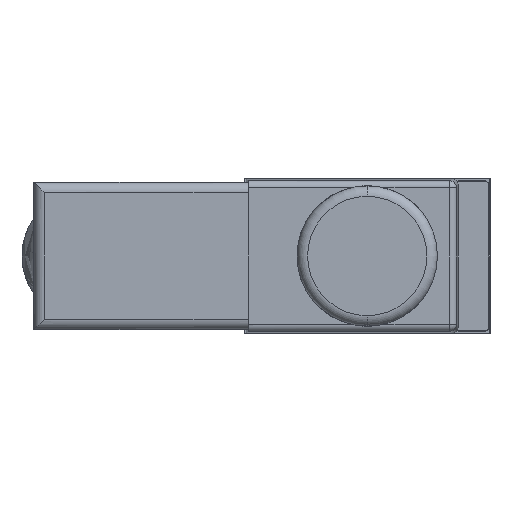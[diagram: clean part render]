
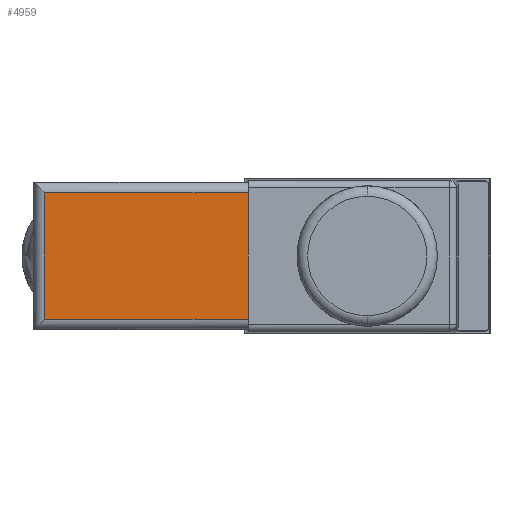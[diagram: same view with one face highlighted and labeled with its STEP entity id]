
A CAD part, left-side view. The second image highlights one B-rep face of the part: STEP entity #4959.
In plain terms, the highlighted planar face has unit normal (-1, 0, 0).
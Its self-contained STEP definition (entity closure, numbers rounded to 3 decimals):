
#315 = CARTESIAN_POINT ( 'NONE',  ( -78.7, 46., 9. ) ) ;
#468 = CARTESIAN_POINT ( 'NONE',  ( -78.7, -500000., -9. ) ) ;
#1011 = CARTESIAN_POINT ( 'NONE',  ( -78.7, 46., 10.5 ) ) ;
#1014 = CARTESIAN_POINT ( 'NONE',  ( -78.7, 46., -9. ) ) ;
#1033 = DIRECTION ( 'NONE',  ( 0., 0., 1. ) ) ;
#1036 = EDGE_CURVE ( 'NONE', #1840, #2595, #7946, .T. ) ;
#1535 = VECTOR ( 'NONE', #3441, 1000. ) ;
#1706 = DIRECTION ( 'NONE',  ( 0., 1., 0. ) ) ;
#1840 = VERTEX_POINT ( 'NONE', #1014 ) ;
#2497 = ORIENTED_EDGE ( 'NONE', *, *, #5578, .F. ) ;
#2595 = VERTEX_POINT ( 'NONE', #315 ) ;
#2916 = VECTOR ( 'NONE', #1033, 1000. ) ;
#3134 = DIRECTION ( 'NONE',  ( 0., 0., -1. ) ) ;
#3290 = AXIS2_PLACEMENT_3D ( 'NONE', #4897, #7380, #1706 ) ;
#3421 = VECTOR ( 'NONE', #3134, 1000. ) ;
#3441 = DIRECTION ( 'NONE',  ( 0., -1., 0. ) ) ;
#3622 = LINE ( 'NONE', #5035, #3421 ) ;
#4148 = ORIENTED_EDGE ( 'NONE', *, *, #5652, .F. ) ;
#4251 = PLANE ( 'NONE',  #3290 ) ;
#4440 = ORIENTED_EDGE ( 'NONE', *, *, #1036, .F. ) ;
#4624 = LINE ( 'NONE', #468, #7571 ) ;
#4799 = EDGE_CURVE ( 'NONE', #2595, #7968, #6602, .T. ) ;
#4897 = CARTESIAN_POINT ( 'NONE',  ( -78.7, -500000., 10.5 ) ) ;
#4959 = ADVANCED_FACE ( 'NONE', ( #7278 ), #4251, .T. ) ;
#5035 = CARTESIAN_POINT ( 'NONE',  ( -78.7, 16.962, 10.5 ) ) ;
#5544 = DIRECTION ( 'NONE',  ( 0., 1., 0. ) ) ;
#5578 = EDGE_CURVE ( 'NONE', #6761, #1840, #4624, .T. ) ;
#5586 = CARTESIAN_POINT ( 'NONE',  ( -78.7, 16.962, 9. ) ) ;
#5652 = EDGE_CURVE ( 'NONE', #7968, #6761, #3622, .T. ) ;
#5960 = EDGE_LOOP ( 'NONE', ( #4148, #6319, #4440, #2497 ) ) ;
#6319 = ORIENTED_EDGE ( 'NONE', *, *, #4799, .F. ) ;
#6602 = LINE ( 'NONE', #7219, #1535 ) ;
#6761 = VERTEX_POINT ( 'NONE', #7848 ) ;
#7219 = CARTESIAN_POINT ( 'NONE',  ( -78.7, -500000., 9. ) ) ;
#7278 = FACE_OUTER_BOUND ( 'NONE', #5960, .T. ) ;
#7380 = DIRECTION ( 'NONE',  ( -1., 0., 0. ) ) ;
#7571 = VECTOR ( 'NONE', #5544, 1000. ) ;
#7848 = CARTESIAN_POINT ( 'NONE',  ( -78.7, 16.962, -9. ) ) ;
#7946 = LINE ( 'NONE', #1011, #2916 ) ;
#7968 = VERTEX_POINT ( 'NONE', #5586 ) ;
